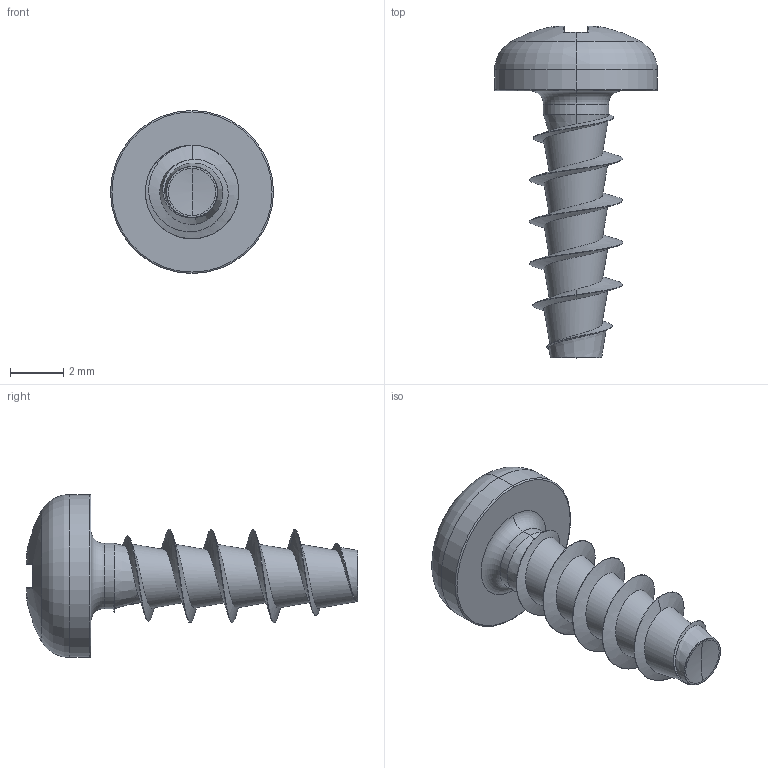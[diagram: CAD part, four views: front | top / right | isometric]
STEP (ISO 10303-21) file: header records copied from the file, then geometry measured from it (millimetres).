
FILE_DESCRIPTION (( 'STEP AP203' ), '1' );
FILE_NAME ('STP22A0350100.STEP', '2017-11-16T18:33:39', ( '' ), ( '' ), 'SwSTEP 2.0', 'SolidWorks 2015', '' );
FILE_SCHEMA (( 'CONFIG_CONTROL_DESIGN' ));
Length unit declared in the file: millimetre
Products named in the file (1): STP22A0350100
Bounding box: 6.1 x 12.43 x 6.1 mm (x, y, z)
Volume: 92.8 mm3; surface area: 212.8 mm2
Topology: 1 solids, 1 shells, 174 faces, 411 edges, 239 vertices
Faces by surface type: bspline 52, torus 36, plane 30, cylinder 26, sphere 20, cone 10
Entity records: 13512 total; most frequent: CARTESIAN_POINT 9851, ORIENTED_EDGE 818, DIRECTION 692, EDGE_CURVE 409, AXIS2_PLACEMENT_3D 310, VERTEX_POINT 239, CIRCLE 187, EDGE_LOOP 176
